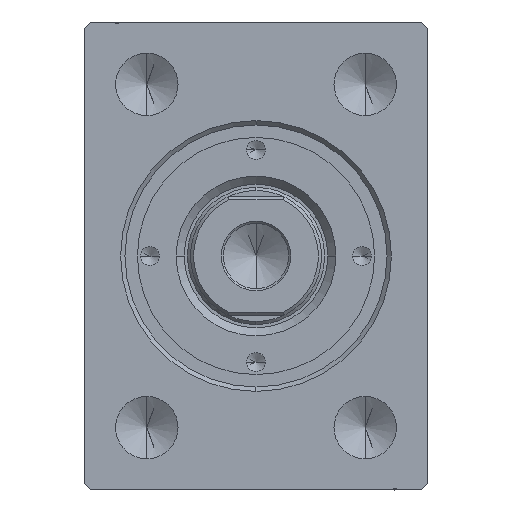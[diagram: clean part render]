
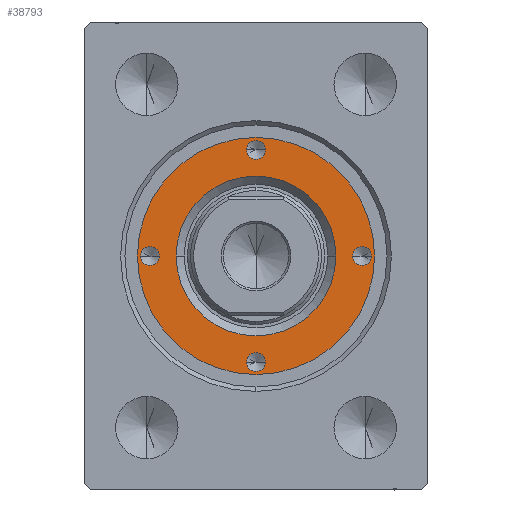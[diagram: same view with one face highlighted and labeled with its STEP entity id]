
A CAD part, left-side view. The second image highlights one B-rep face of the part: STEP entity #38793.
In plain terms, the highlighted face is planar.
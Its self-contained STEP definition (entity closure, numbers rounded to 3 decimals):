
#132 = CARTESIAN_POINT ( 'NONE',  ( 0., 0., 10. ) ) ;
#160 = CARTESIAN_POINT ( 'NONE',  ( 0., 0., 10. ) ) ;
#162 = AXIS2_PLACEMENT_3D ( 'NONE', #11188, #10973, #41137 ) ;
#396 = EDGE_CURVE ( 'NONE', #28274, #41596, #41476, .T. ) ;
#572 = DIRECTION ( 'NONE',  ( 0., 0., -1. ) ) ;
#603 = DIRECTION ( 'NONE',  ( 1., 0., 0. ) ) ;
#1254 = DIRECTION ( 'NONE',  ( 0., 0., 1. ) ) ;
#1436 = EDGE_LOOP ( 'NONE', ( #40302, #1785 ) ) ;
#1785 = ORIENTED_EDGE ( 'NONE', *, *, #4913, .F. ) ;
#1907 = DIRECTION ( 'NONE',  ( 1., 0., 0. ) ) ;
#2353 = VERTEX_POINT ( 'NONE', #25812 ) ;
#3083 = VERTEX_POINT ( 'NONE', #21232 ) ;
#3122 = DIRECTION ( 'NONE',  ( 0., 0., 1. ) ) ;
#4913 = EDGE_CURVE ( 'NONE', #2353, #9974, #24427, .T. ) ;
#5061 = CARTESIAN_POINT ( 'NONE',  ( 17., 0., 10. ) ) ;
#5815 = AXIS2_PLACEMENT_3D ( 'NONE', #31829, #1254, #14851 ) ;
#6137 = AXIS2_PLACEMENT_3D ( 'NONE', #20526, #31250, #37530 ) ;
#6492 = CARTESIAN_POINT ( 'NONE',  ( -12.8, 0., 10. ) ) ;
#7118 = CIRCLE ( 'NONE', #8531, 1.5 ) ;
#8036 = EDGE_LOOP ( 'NONE', ( #9050, #22656 ) ) ;
#8199 = EDGE_CURVE ( 'NONE', #28924, #15450, #32091, .T. ) ;
#8496 = AXIS2_PLACEMENT_3D ( 'NONE', #40840, #10245, #31444 ) ;
#8531 = AXIS2_PLACEMENT_3D ( 'NONE', #39183, #18849, #1907 ) ;
#9050 = ORIENTED_EDGE ( 'NONE', *, *, #396, .T. ) ;
#9361 = CIRCLE ( 'NONE', #26423, 12.8 ) ;
#9490 = CARTESIAN_POINT ( 'NONE',  ( 17., 0., 10. ) ) ;
#9974 = VERTEX_POINT ( 'NONE', #18641 ) ;
#10245 = DIRECTION ( 'NONE',  ( 0., 0., 1. ) ) ;
#10703 = CARTESIAN_POINT ( 'NONE',  ( 0., 0., 10. ) ) ;
#10842 = FACE_BOUND ( 'NONE', #1436, .T. ) ;
#10973 = DIRECTION ( 'NONE',  ( 0., 0., 1. ) ) ;
#11188 = CARTESIAN_POINT ( 'NONE',  ( 0., 17., 10. ) ) ;
#11708 = EDGE_CURVE ( 'NONE', #41596, #28274, #9361, .T. ) ;
#12304 = CARTESIAN_POINT ( 'NONE',  ( -18.5, 0., 10. ) ) ;
#12613 = ORIENTED_EDGE ( 'NONE', *, *, #35593, .F. ) ;
#13172 = ORIENTED_EDGE ( 'NONE', *, *, #22818, .F. ) ;
#13537 = VERTEX_POINT ( 'NONE', #12304 ) ;
#13968 = FACE_BOUND ( 'NONE', #20068, .T. ) ;
#13973 = AXIS2_PLACEMENT_3D ( 'NONE', #5061, #32295, #42348 ) ;
#14411 = DIRECTION ( 'NONE',  ( 0., 0., 1. ) ) ;
#14851 = DIRECTION ( 'NONE',  ( 1., 0., 0. ) ) ;
#15450 = VERTEX_POINT ( 'NONE', #34019 ) ;
#16482 = AXIS2_PLACEMENT_3D ( 'NONE', #132, #572, #24644 ) ;
#16809 = DIRECTION ( 'NONE',  ( 0., 0., 1. ) ) ;
#16930 = CIRCLE ( 'NONE', #24074, 1.5 ) ;
#17016 = CARTESIAN_POINT ( 'NONE',  ( 19., 0., 10. ) ) ;
#17330 = AXIS2_PLACEMENT_3D ( 'NONE', #29761, #16809, #19917 ) ;
#17431 = CARTESIAN_POINT ( 'NONE',  ( 1.5, 17., 10. ) ) ;
#18641 = CARTESIAN_POINT ( 'NONE',  ( 1.5, -17., 10. ) ) ;
#18815 = EDGE_LOOP ( 'NONE', ( #32892, #30022 ) ) ;
#18849 = DIRECTION ( 'NONE',  ( 0., 0., 1. ) ) ;
#19907 = VERTEX_POINT ( 'NONE', #38800 ) ;
#19917 = DIRECTION ( 'NONE',  ( 1., 0., 0. ) ) ;
#20068 = EDGE_LOOP ( 'NONE', ( #13172, #38574 ) ) ;
#20502 = DIRECTION ( 'NONE',  ( 1., 0., 0. ) ) ;
#20526 = CARTESIAN_POINT ( 'NONE',  ( -17., 0., 10. ) ) ;
#20884 = FACE_BOUND ( 'NONE', #26180, .T. ) ;
#21232 = CARTESIAN_POINT ( 'NONE',  ( 15.5, 0., 10. ) ) ;
#21511 = VERTEX_POINT ( 'NONE', #17431 ) ;
#22647 = VERTEX_POINT ( 'NONE', #39917 ) ;
#22656 = ORIENTED_EDGE ( 'NONE', *, *, #11708, .T. ) ;
#22818 = EDGE_CURVE ( 'NONE', #19907, #3083, #23196, .T. ) ;
#23196 = CIRCLE ( 'NONE', #13973, 1.5 ) ;
#23225 = EDGE_CURVE ( 'NONE', #13537, #34407, #25374, .T. ) ;
#23551 = AXIS2_PLACEMENT_3D ( 'NONE', #160, #14411, #603 ) ;
#23679 = CIRCLE ( 'NONE', #162, 1.5 ) ;
#24018 = FACE_OUTER_BOUND ( 'NONE', #27163, .T. ) ;
#24074 = AXIS2_PLACEMENT_3D ( 'NONE', #9490, #40753, #37406 ) ;
#24314 = DIRECTION ( 'NONE',  ( 0., 0., -1. ) ) ;
#24427 = CIRCLE ( 'NONE', #17330, 1.5 ) ;
#24454 = FACE_BOUND ( 'NONE', #8036, .T. ) ;
#24644 = DIRECTION ( 'NONE',  ( 1., 0., 0. ) ) ;
#25374 = CIRCLE ( 'NONE', #6137, 1.5 ) ;
#25651 = CARTESIAN_POINT ( 'NONE',  ( -15.5, 0., 10. ) ) ;
#25812 = CARTESIAN_POINT ( 'NONE',  ( -1.5, -17., 10. ) ) ;
#26180 = EDGE_LOOP ( 'NONE', ( #12613, #38187 ) ) ;
#26423 = AXIS2_PLACEMENT_3D ( 'NONE', #10703, #24314, #35480 ) ;
#26758 = CARTESIAN_POINT ( 'NONE',  ( 0., 0., 10. ) ) ;
#26870 = ORIENTED_EDGE ( 'NONE', *, *, #39820, .T. ) ;
#26976 = DIRECTION ( 'NONE',  ( 1., 0., 0. ) ) ;
#27163 = EDGE_LOOP ( 'NONE', ( #26870, #31959 ) ) ;
#27529 = EDGE_CURVE ( 'NONE', #3083, #19907, #16930, .T. ) ;
#27589 = PLANE ( 'NONE',  #23551 ) ;
#27725 = CIRCLE ( 'NONE', #8496, 1.5 ) ;
#28274 = VERTEX_POINT ( 'NONE', #43772 ) ;
#28924 = VERTEX_POINT ( 'NONE', #17016 ) ;
#29761 = CARTESIAN_POINT ( 'NONE',  ( 0., -17., 10. ) ) ;
#30022 = ORIENTED_EDGE ( 'NONE', *, *, #44022, .F. ) ;
#31250 = DIRECTION ( 'NONE',  ( 0., 0., 1. ) ) ;
#31444 = DIRECTION ( 'NONE',  ( 1., 0., 0. ) ) ;
#31829 = CARTESIAN_POINT ( 'NONE',  ( 0., -17., 10. ) ) ;
#31951 = EDGE_CURVE ( 'NONE', #21511, #22647, #7118, .T. ) ;
#31959 = ORIENTED_EDGE ( 'NONE', *, *, #8199, .T. ) ;
#32091 = CIRCLE ( 'NONE', #40664, 19. ) ;
#32295 = DIRECTION ( 'NONE',  ( 0., 0., 1. ) ) ;
#32892 = ORIENTED_EDGE ( 'NONE', *, *, #31951, .F. ) ;
#34019 = CARTESIAN_POINT ( 'NONE',  ( -19., 0., 10. ) ) ;
#34308 = FACE_BOUND ( 'NONE', #18815, .T. ) ;
#34407 = VERTEX_POINT ( 'NONE', #25651 ) ;
#34983 = CIRCLE ( 'NONE', #42121, 19. ) ;
#35079 = CIRCLE ( 'NONE', #5815, 1.5 ) ;
#35480 = DIRECTION ( 'NONE',  ( 1., 0., 0. ) ) ;
#35593 = EDGE_CURVE ( 'NONE', #34407, #13537, #27725, .T. ) ;
#37406 = DIRECTION ( 'NONE',  ( 1., 0., 0. ) ) ;
#37530 = DIRECTION ( 'NONE',  ( 1., 0., 0. ) ) ;
#38187 = ORIENTED_EDGE ( 'NONE', *, *, #23225, .F. ) ;
#38574 = ORIENTED_EDGE ( 'NONE', *, *, #27529, .F. ) ;
#38793 = ADVANCED_FACE ( 'NONE', ( #20884, #34308, #13968, #10842, #24454, #24018 ), #27589, .T. ) ;
#38800 = CARTESIAN_POINT ( 'NONE',  ( 18.5, 0., 10. ) ) ;
#39183 = CARTESIAN_POINT ( 'NONE',  ( 0., 17., 10. ) ) ;
#39820 = EDGE_CURVE ( 'NONE', #15450, #28924, #34983, .T. ) ;
#39917 = CARTESIAN_POINT ( 'NONE',  ( -1.5, 17., 10. ) ) ;
#40302 = ORIENTED_EDGE ( 'NONE', *, *, #41807, .F. ) ;
#40397 = DIRECTION ( 'NONE',  ( 0., 0., 1. ) ) ;
#40664 = AXIS2_PLACEMENT_3D ( 'NONE', #26758, #40397, #26976 ) ;
#40753 = DIRECTION ( 'NONE',  ( 0., 0., 1. ) ) ;
#40840 = CARTESIAN_POINT ( 'NONE',  ( -17., 0., 10. ) ) ;
#40850 = CARTESIAN_POINT ( 'NONE',  ( 0., 0., 10. ) ) ;
#41137 = DIRECTION ( 'NONE',  ( 1., 0., 0. ) ) ;
#41476 = CIRCLE ( 'NONE', #16482, 12.8 ) ;
#41596 = VERTEX_POINT ( 'NONE', #6492 ) ;
#41807 = EDGE_CURVE ( 'NONE', #9974, #2353, #35079, .T. ) ;
#42121 = AXIS2_PLACEMENT_3D ( 'NONE', #40850, #3122, #20502 ) ;
#42348 = DIRECTION ( 'NONE',  ( 1., 0., 0. ) ) ;
#43772 = CARTESIAN_POINT ( 'NONE',  ( 12.8, 0., 10. ) ) ;
#44022 = EDGE_CURVE ( 'NONE', #22647, #21511, #23679, .T. ) ;
